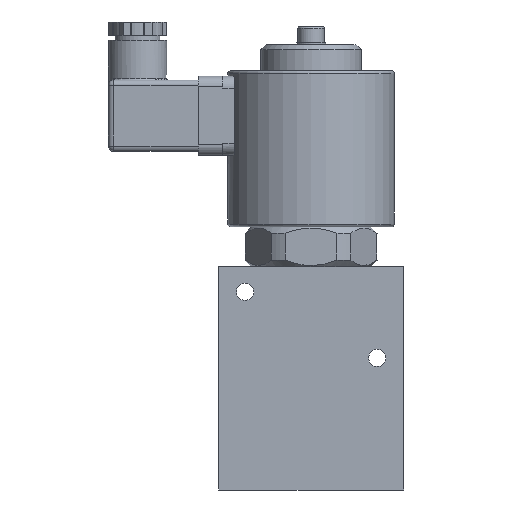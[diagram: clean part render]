
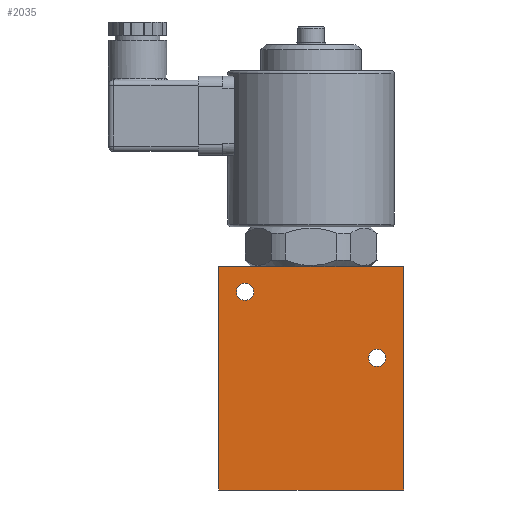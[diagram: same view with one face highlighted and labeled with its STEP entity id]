
A CAD part, front view. The second image highlights one B-rep face of the part: STEP entity #2035.
In plain terms, the highlighted planar face has unit normal (0, -1, 0).
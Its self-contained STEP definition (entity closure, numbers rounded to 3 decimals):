
#179=LINE('',#3474,#341);
#195=LINE('',#3586,#357);
#196=LINE('',#3589,#358);
#201=LINE('',#3598,#363);
#202=LINE('',#3601,#364);
#203=LINE('',#3602,#365);
#341=VECTOR('',#2736,20.616);
#357=VECTOR('',#2816,24.692);
#358=VECTOR('',#2819,24.692);
#363=VECTOR('',#2826,84.5);
#364=VECTOR('',#2829,70.);
#365=VECTOR('',#2830,84.5);
#430=PLANE('',#2249);
#466=FACE_BOUND('',#738,.T.);
#467=FACE_BOUND('',#739,.T.);
#590=FACE_OUTER_BOUND('',#737,.T.);
#737=EDGE_LOOP('',(#1843,#1844,#1845,#1846,#1847,#1848));
#738=EDGE_LOOP('',(#1849));
#739=EDGE_LOOP('',(#1850));
#762=CIRCLE('',#2051,3.25);
#764=CIRCLE('',#2054,3.25);
#859=VERTEX_POINT('',#2874);
#861=VERTEX_POINT('',#2879);
#1003=VERTEX_POINT('',#3472);
#1004=VERTEX_POINT('',#3473);
#1032=VERTEX_POINT('',#3584);
#1033=VERTEX_POINT('',#3588);
#1036=VERTEX_POINT('',#3596);
#1037=VERTEX_POINT('',#3600);
#1047=EDGE_CURVE('',#859,#859,#762,.T.);
#1049=EDGE_CURVE('',#861,#861,#764,.T.);
#1262=EDGE_CURVE('',#1003,#1004,#179,.T.);
#1306=EDGE_CURVE('',#1004,#1032,#195,.T.);
#1307=EDGE_CURVE('',#1033,#1003,#196,.T.);
#1312=EDGE_CURVE('',#1036,#1032,#201,.T.);
#1313=EDGE_CURVE('',#1037,#1036,#202,.T.);
#1314=EDGE_CURVE('',#1037,#1033,#203,.T.);
#1843=ORIENTED_EDGE('',*,*,#1307,.T.);
#1844=ORIENTED_EDGE('',*,*,#1262,.T.);
#1845=ORIENTED_EDGE('',*,*,#1306,.T.);
#1846=ORIENTED_EDGE('',*,*,#1312,.F.);
#1847=ORIENTED_EDGE('',*,*,#1313,.F.);
#1848=ORIENTED_EDGE('',*,*,#1314,.T.);
#1849=ORIENTED_EDGE('',*,*,#1047,.T.);
#1850=ORIENTED_EDGE('',*,*,#1049,.T.);
#2035=ADVANCED_FACE('',(#590,#466,#467),#430,.T.);
#2051=AXIS2_PLACEMENT_3D('',#2875,#2274,#2275);
#2054=AXIS2_PLACEMENT_3D('',#2880,#2280,#2281);
#2249=AXIS2_PLACEMENT_3D('',#3599,#2827,#2828);
#2274=DIRECTION('center_axis',(0.,1.,0.));
#2275=DIRECTION('ref_axis',(1.,0.,0.));
#2280=DIRECTION('center_axis',(0.,1.,0.));
#2281=DIRECTION('ref_axis',(1.,0.,0.));
#2736=DIRECTION('',(-1.,0.,0.));
#2816=DIRECTION('',(-1.,0.,0.));
#2819=DIRECTION('',(-1.,0.,0.));
#2826=DIRECTION('',(0.,0.,1.));
#2827=DIRECTION('center_axis',(0.,-1.,0.));
#2828=DIRECTION('ref_axis',(0.,0.,-1.));
#2829=DIRECTION('',(-1.,0.,0.));
#2830=DIRECTION('',(0.,0.,1.));
#2874=CARTESIAN_POINT('',(28.25,-20.,7.75));
#2875=CARTESIAN_POINT('Origin',(25.,-20.,7.75));
#2879=CARTESIAN_POINT('',(-21.75,-20.,32.75));
#2880=CARTESIAN_POINT('Origin',(-25.,-20.,32.75));
#3472=CARTESIAN_POINT('',(10.308,-20.,42.25));
#3473=CARTESIAN_POINT('',(-10.308,-20.,42.25));
#3474=CARTESIAN_POINT('',(35.,-20.,42.25));
#3584=CARTESIAN_POINT('',(-35.,-20.,42.25));
#3586=CARTESIAN_POINT('',(35.,-20.,42.25));
#3588=CARTESIAN_POINT('',(35.,-20.,42.25));
#3589=CARTESIAN_POINT('',(35.,-20.,42.25));
#3596=CARTESIAN_POINT('',(-35.,-20.,-42.25));
#3598=CARTESIAN_POINT('',(-35.,-20.,-42.25));
#3599=CARTESIAN_POINT('Origin',(35.,-20.,-42.25));
#3600=CARTESIAN_POINT('',(35.,-20.,-42.25));
#3601=CARTESIAN_POINT('',(35.,-20.,-42.25));
#3602=CARTESIAN_POINT('',(35.,-20.,-42.25));
